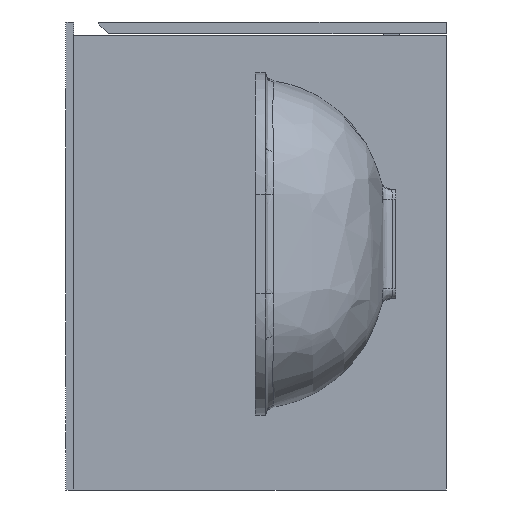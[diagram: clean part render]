
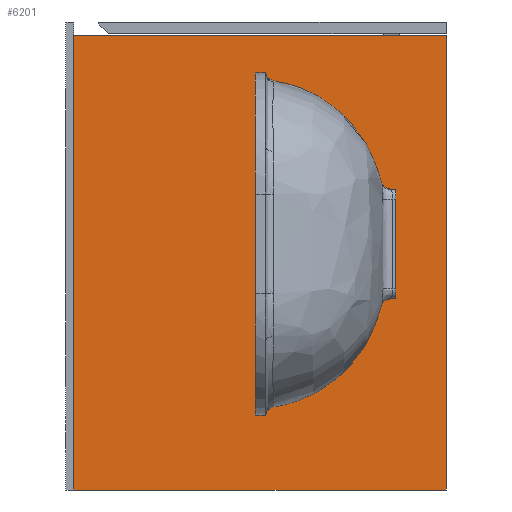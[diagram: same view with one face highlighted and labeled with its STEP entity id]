
A CAD part, left-side view. The second image highlights one B-rep face of the part: STEP entity #6201.
In plain terms, the highlighted planar face has unit normal (-1, 0, 0).
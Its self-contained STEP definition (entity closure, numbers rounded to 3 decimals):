
#202 = ORIENTED_EDGE ( 'NONE', *, *, #12239, .T. ) ;
#607 = LINE ( 'NONE', #9814, #17743 ) ;
#1010 = FACE_OUTER_BOUND ( 'NONE', #29007, .T. ) ;
#1197 = EDGE_CURVE ( 'NONE', #15613, #10308, #14901, .T. ) ;
#3349 = VECTOR ( 'NONE', #24189, 1000. ) ;
#3433 = DIRECTION ( 'NONE',  ( 0., 0., 1. ) ) ;
#5826 = LINE ( 'NONE', #15037, #3349 ) ;
#5853 = ORIENTED_EDGE ( 'NONE', *, *, #8926, .T. ) ;
#6201 = ADVANCED_FACE ( 'NONE', ( #1010 ), #10224, .F. ) ;
#7271 = CARTESIAN_POINT ( 'NONE',  ( 2., 0., -14. ) ) ;
#7942 = DIRECTION ( 'NONE',  ( 0., 0., -1. ) ) ;
#8926 = EDGE_CURVE ( 'NONE', #13326, #11460, #607, .T. ) ;
#8945 = CARTESIAN_POINT ( 'NONE',  ( 2., 0., -470. ) ) ;
#9814 = CARTESIAN_POINT ( 'NONE',  ( 2., 0., -470. ) ) ;
#10224 = PLANE ( 'NONE',  #22876 ) ;
#10308 = VERTEX_POINT ( 'NONE', #22059 ) ;
#10335 = LINE ( 'NONE', #19500, #18265 ) ;
#11460 = VERTEX_POINT ( 'NONE', #7271 ) ;
#11631 = ORIENTED_EDGE ( 'NONE', *, *, #16655, .F. ) ;
#12239 = EDGE_CURVE ( 'NONE', #15613, #13326, #5826, .T. ) ;
#13326 = VERTEX_POINT ( 'NONE', #8945 ) ;
#14594 = CARTESIAN_POINT ( 'NONE',  ( 2., 374., -470. ) ) ;
#14901 = LINE ( 'NONE', #24053, #23871 ) ;
#15037 = CARTESIAN_POINT ( 'NONE',  ( 2., 830.396, -470. ) ) ;
#15613 = VERTEX_POINT ( 'NONE', #14594 ) ;
#16655 = EDGE_CURVE ( 'NONE', #10308, #11460, #10335, .T. ) ;
#17743 = VECTOR ( 'NONE', #18985, 1000. ) ;
#18265 = VECTOR ( 'NONE', #28666, 1000. ) ;
#18985 = DIRECTION ( 'NONE',  ( 0., 0., 1. ) ) ;
#19390 = CARTESIAN_POINT ( 'NONE',  ( 2., 830.396, -470. ) ) ;
#19500 = CARTESIAN_POINT ( 'NONE',  ( 2., 830.396, -14. ) ) ;
#22059 = CARTESIAN_POINT ( 'NONE',  ( 2., 374., -14. ) ) ;
#22876 = AXIS2_PLACEMENT_3D ( 'NONE', #19390, #28554, #7942 ) ;
#23011 = ORIENTED_EDGE ( 'NONE', *, *, #1197, .F. ) ;
#23871 = VECTOR ( 'NONE', #3433, 1000. ) ;
#24053 = CARTESIAN_POINT ( 'NONE',  ( 2., 374., -470. ) ) ;
#24189 = DIRECTION ( 'NONE',  ( 0., -1., 0. ) ) ;
#28554 = DIRECTION ( 'NONE',  ( 1., 0., 0. ) ) ;
#28666 = DIRECTION ( 'NONE',  ( 0., -1., 0. ) ) ;
#29007 = EDGE_LOOP ( 'NONE', ( #23011, #202, #5853, #11631 ) ) ;
